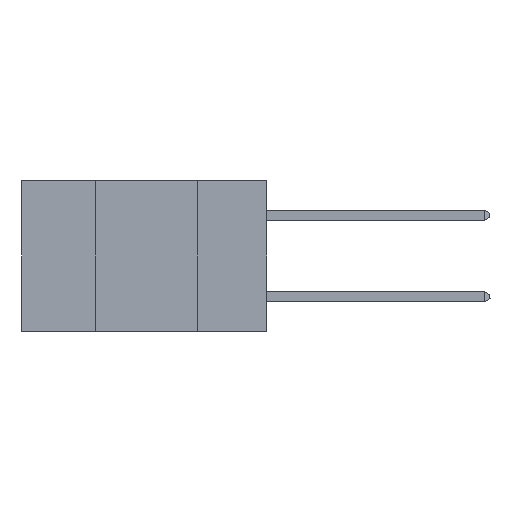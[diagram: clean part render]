
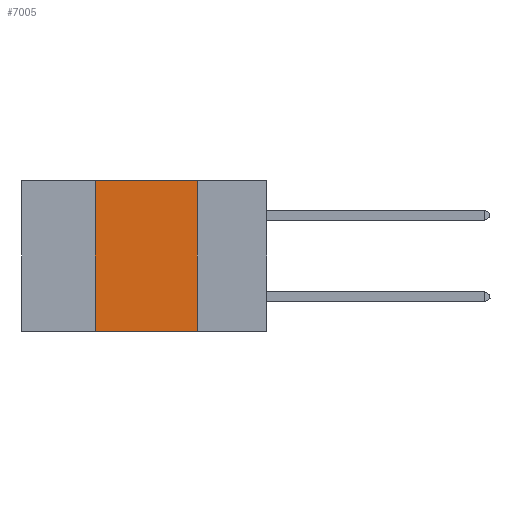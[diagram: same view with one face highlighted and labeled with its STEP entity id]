
A CAD part, left-side view. The second image highlights one B-rep face of the part: STEP entity #7005.
In plain terms, the highlighted planar face has unit normal (-1, 0, 0).
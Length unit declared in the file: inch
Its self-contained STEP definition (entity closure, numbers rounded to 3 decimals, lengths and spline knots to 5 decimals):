
#1129 = CARTESIAN_POINT ( 'NONE',  ( 0., 0.42, 0. ) ) ;
#1285 = ORIENTED_EDGE ( 'NONE', *, *, #5460, .T. ) ;
#1391 = CARTESIAN_POINT ( 'NONE',  ( 0., 0.42, -0.37 ) ) ;
#2616 = CARTESIAN_POINT ( 'NONE',  ( 0., 0.6, 0. ) ) ;
#2631 = CARTESIAN_POINT ( 'NONE',  ( 0., 0.17, -0.37 ) ) ;
#3132 = DIRECTION ( 'NONE',  ( 0., -1., 0. ) ) ;
#4190 = VECTOR ( 'NONE', #3132, 39.37008 ) ;
#5460 = EDGE_CURVE ( 'NONE', #28412, #40903, #13921, .T. ) ;
#5955 = PLANE ( 'NONE',  #12724 ) ;
#7005 = ADVANCED_FACE ( 'NONE', ( #8936 ), #5955, .F. ) ;
#8024 = LINE ( 'NONE', #28610, #35654 ) ;
#8473 = VECTOR ( 'NONE', #25032, 39.37008 ) ;
#8936 = FACE_OUTER_BOUND ( 'NONE', #30080, .T. ) ;
#12255 = VERTEX_POINT ( 'NONE', #31031 ) ;
#12724 = AXIS2_PLACEMENT_3D ( 'NONE', #2616, #12927, #23046 ) ;
#12927 = DIRECTION ( 'NONE',  ( 1., 0., 0. ) ) ;
#13921 = LINE ( 'NONE', #23708, #4190 ) ;
#14062 = VECTOR ( 'NONE', #44731, 39.37008 ) ;
#14406 = LINE ( 'NONE', #1129, #8473 ) ;
#14499 = DIRECTION ( 'NONE',  ( 0., -1., 0. ) ) ;
#15020 = CARTESIAN_POINT ( 'NONE',  ( 0., 0.17, 0. ) ) ;
#17166 = CARTESIAN_POINT ( 'NONE',  ( 0., 0.17, 0. ) ) ;
#23046 = DIRECTION ( 'NONE',  ( 0., 0., -1. ) ) ;
#23266 = EDGE_CURVE ( 'NONE', #34254, #40903, #29275, .T. ) ;
#23708 = CARTESIAN_POINT ( 'NONE',  ( 0., 0.6, -0.37 ) ) ;
#23934 = ORIENTED_EDGE ( 'NONE', *, *, #37152, .F. ) ;
#25032 = DIRECTION ( 'NONE',  ( 0., 0., 1. ) ) ;
#28412 = VERTEX_POINT ( 'NONE', #1391 ) ;
#28610 = CARTESIAN_POINT ( 'NONE',  ( 0., 0.6, 0. ) ) ;
#29275 = LINE ( 'NONE', #17166, #14062 ) ;
#30080 = EDGE_LOOP ( 'NONE', ( #30292, #23934, #41602, #1285 ) ) ;
#30292 = ORIENTED_EDGE ( 'NONE', *, *, #23266, .F. ) ;
#31031 = CARTESIAN_POINT ( 'NONE',  ( 0., 0.42, 0. ) ) ;
#34254 = VERTEX_POINT ( 'NONE', #15020 ) ;
#35654 = VECTOR ( 'NONE', #14499, 39.37008 ) ;
#37152 = EDGE_CURVE ( 'NONE', #12255, #34254, #8024, .T. ) ;
#38155 = EDGE_CURVE ( 'NONE', #28412, #12255, #14406, .T. ) ;
#40903 = VERTEX_POINT ( 'NONE', #2631 ) ;
#41602 = ORIENTED_EDGE ( 'NONE', *, *, #38155, .F. ) ;
#44731 = DIRECTION ( 'NONE',  ( 0., 0., -1. ) ) ;
